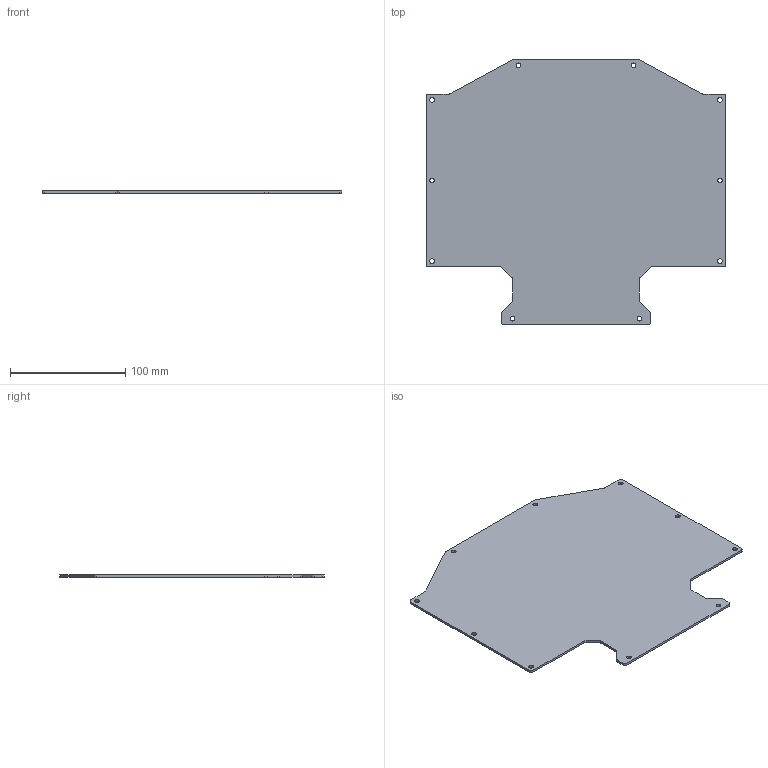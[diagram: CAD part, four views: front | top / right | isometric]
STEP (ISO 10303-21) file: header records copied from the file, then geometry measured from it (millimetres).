
FILE_DESCRIPTION(/* description */ (''),/* implementation_level */ '2;1');
FILE_NAME(/* name */ 's-buffer-plate.step',/* time_stamp */ '2019-04-04T01:06:41+02:00',/* author */ ('emanueleX4R7V'),/* organization */ (''),/* preprocessor_version */ 'ST-DEVELOPER v17.2',/* originating_system */ 'Autodesk Translation Framework v7.6.0.251',/* authorisation */ '');
FILE_SCHEMA (('AUTOMOTIVE_DESIGN { 1 0 10303 214 3 1 1 }'));
Length unit declared in the file: millimetre
Products named in the file (1): s-buffer-plate
Bounding box: 260 x 230 x 2 mm (x, y, z)
Volume: 99441.5 mm3; surface area: 101584.4 mm2
Topology: 1 solids, 1 shells, 48 faces, 138 edges, 92 vertices
Faces by surface type: cylinder 28, plane 20
Full cylindrical faces by diameter (mm): 4 x10
Entity records: 1671 total; most frequent: DIRECTION 292, CARTESIAN_POINT 279, ORIENTED_EDGE 276, EDGE_CURVE 138, AXIS2_PLACEMENT_3D 105, VERTEX_POINT 92, LINE 82, VECTOR 82
